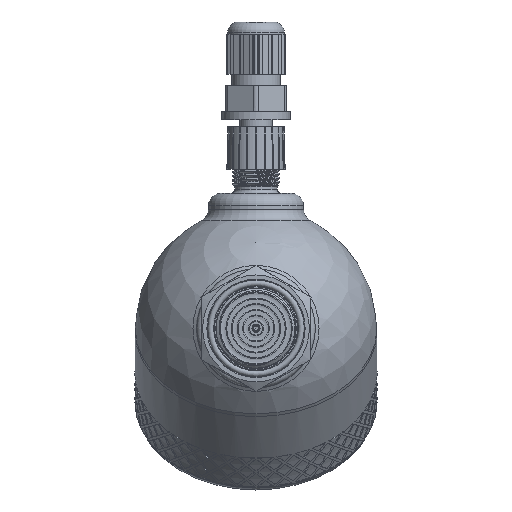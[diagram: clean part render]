
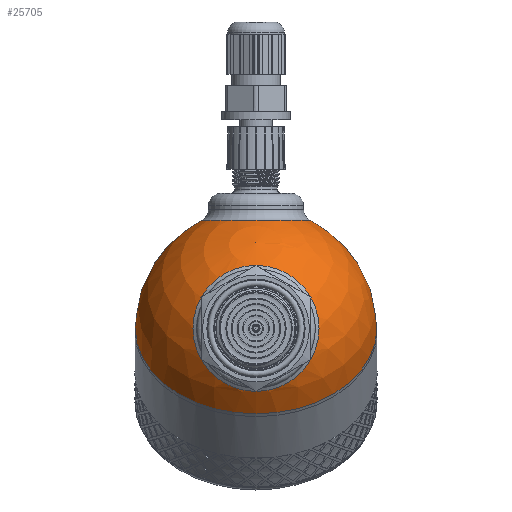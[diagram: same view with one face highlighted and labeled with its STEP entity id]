
A CAD part, left-side view. The second image highlights one B-rep face of the part: STEP entity #25705.
In plain terms, the highlighted spherical face has radius 30 mm.
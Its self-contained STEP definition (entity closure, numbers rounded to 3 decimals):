
#162=SPHERICAL_SURFACE('',#27189,30.);
#227=CIRCLE('',#27186,15.643);
#230=CIRCLE('',#27190,30.);
#231=CIRCLE('',#27191,30.);
#232=CIRCLE('',#27192,30.);
#233=CIRCLE('',#27193,13.5);
#1110=FACE_BOUND('',#5845,.T.);
#1111=FACE_BOUND('',#5846,.T.);
#4175=FACE_OUTER_BOUND('',#5844,.T.);
#5844=EDGE_LOOP('',(#18545,#18546,#18547,#18548));
#5845=EDGE_LOOP('',(#18549));
#5846=EDGE_LOOP('',(#18550));
#10650=VERTEX_POINT('',#39942);
#10652=VERTEX_POINT('',#39948);
#10653=VERTEX_POINT('',#39949);
#10654=VERTEX_POINT('',#39951);
#10655=VERTEX_POINT('',#39954);
#13639=EDGE_CURVE('',#10650,#10650,#227,.T.);
#13642=EDGE_CURVE('',#10652,#10653,#230,.T.);
#13643=EDGE_CURVE('',#10652,#10654,#231,.T.);
#13644=EDGE_CURVE('',#10653,#10652,#232,.T.);
#13645=EDGE_CURVE('',#10655,#10655,#233,.T.);
#18545=ORIENTED_EDGE('',*,*,#13642,.F.);
#18546=ORIENTED_EDGE('',*,*,#13643,.T.);
#18547=ORIENTED_EDGE('',*,*,#13643,.F.);
#18548=ORIENTED_EDGE('',*,*,#13644,.F.);
#18549=ORIENTED_EDGE('',*,*,#13639,.F.);
#18550=ORIENTED_EDGE('',*,*,#13645,.F.);
#25705=ADVANCED_FACE('',(#4175,#1110,#1111),#162,.T.);
#27186=AXIS2_PLACEMENT_3D('',#39943,#28846,#28847);
#27189=AXIS2_PLACEMENT_3D('',#39947,#28852,#28853);
#27190=AXIS2_PLACEMENT_3D('',#39950,#28854,#28855);
#27191=AXIS2_PLACEMENT_3D('',#39952,#28856,#28857);
#27192=AXIS2_PLACEMENT_3D('',#39953,#28858,#28859);
#27193=AXIS2_PLACEMENT_3D('',#39955,#28860,#28861);
#28846=DIRECTION('center_axis',(-0.707,0.,0.707));
#28847=DIRECTION('ref_axis',(0.707,0.,0.707));
#28852=DIRECTION('center_axis',(1.,0.,0.));
#28853=DIRECTION('ref_axis',(0.,-1.,0.));
#28854=DIRECTION('center_axis',(1.,0.,0.));
#28855=DIRECTION('ref_axis',(0.,1.,0.));
#28856=DIRECTION('center_axis',(0.,0.,1.));
#28857=DIRECTION('ref_axis',(0.,1.,0.));
#28858=DIRECTION('center_axis',(1.,0.,0.));
#28859=DIRECTION('ref_axis',(0.,1.,0.));
#28860=DIRECTION('center_axis',(-0.707,0.,-0.707));
#28861=DIRECTION('ref_axis',(-0.707,0.,0.707));
#39942=CARTESIAN_POINT('',(-29.162,0.,7.04));
#39943=CARTESIAN_POINT('Origin',(-18.101,0.,18.101));
#39947=CARTESIAN_POINT('Origin',(0.,0.,0.));
#39948=CARTESIAN_POINT('',(0.,30.,0.));
#39949=CARTESIAN_POINT('',(0.,-30.,0.));
#39950=CARTESIAN_POINT('Origin',(0.,0.,0.));
#39951=CARTESIAN_POINT('',(-30.,0.,0.));
#39952=CARTESIAN_POINT('Origin',(0.,0.,0.));
#39953=CARTESIAN_POINT('Origin',(0.,0.,0.));
#39954=CARTESIAN_POINT('',(-9.398,0.,-28.49));
#39955=CARTESIAN_POINT('Origin',(-18.944,0.,-18.944));
